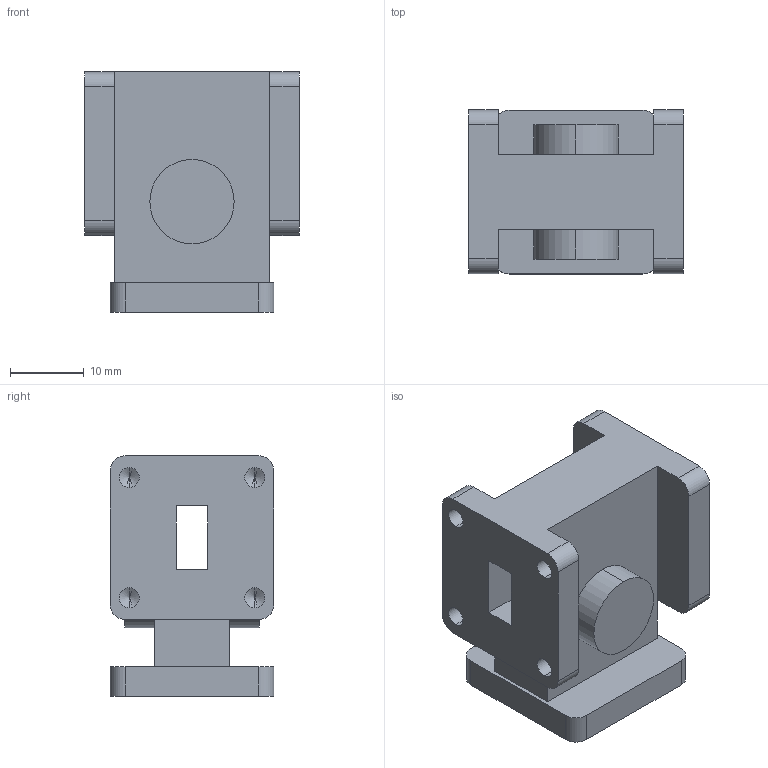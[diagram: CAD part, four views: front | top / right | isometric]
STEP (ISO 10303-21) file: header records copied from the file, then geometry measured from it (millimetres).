
FILE_DESCRIPTION (( 'STEP AP214' ), '1' );
FILE_NAME ('FM-W34CR001_3D.step', '2023-03-08T20:48:28', ( '' ), ( '' ), 'SwSTEP 2.0', 'SolidWorks 2022', '' );
FILE_SCHEMA (( 'AUTOMOTIVE_DESIGN' ));
Length unit declared in the file: inch
Products named in the file (1): FM-W34CR001_3D
Bounding box: 29.1 x 22.2 x 32.6 mm (x, y, z)
Volume: 10758.1 mm3; surface area: 7016.9 mm2
Topology: 1 solids, 1 shells, 243 faces, 633 edges, 396 vertices
Faces by surface type: plane 137, cylinder 68, cone 24, torus 14
Entity records: 7775 total; most frequent: CARTESIAN_POINT 1577, ORIENTED_EDGE 1218, DIRECTION 1205, EDGE_CURVE 609, AXIS2_PLACEMENT_3D 436, VERTEX_POINT 396, VECTOR 333, LINE 333
